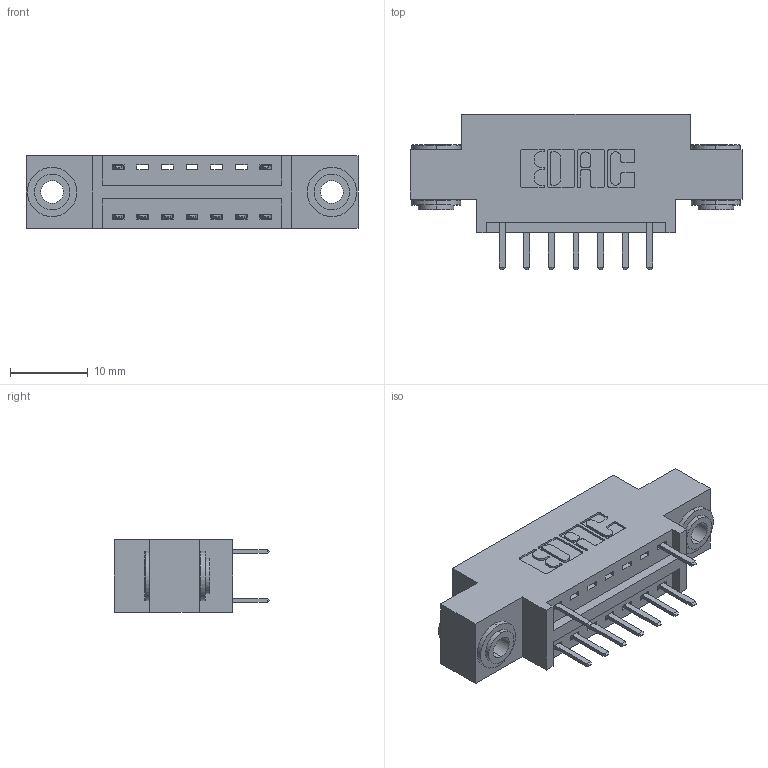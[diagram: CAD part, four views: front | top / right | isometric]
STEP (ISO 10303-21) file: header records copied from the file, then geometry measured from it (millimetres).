
FILE_DESCRIPTION (( 'STEP AP203' ), '1' );
FILE_NAME ('346-014-520-803.STEP', '2018-08-20T00:35:14', ( '' ), ( '' ), 'SwSTEP 2.0', 'SolidWorks 2016', '' );
FILE_SCHEMA (( 'CONFIG_CONTROL_DESIGN' ));
Length unit declared in the file: inch
Products named in the file (4): 345-292-001_345-293-120; 345-250-002_345-250-002-102; 346-014-520-803; 346 Part_0.170 Offset - 0.156 Dia-TH
Assembly tree (12 placements, depth 2):
  346-014-520-803
    346 Part_0.170 Offset - 0.156 Dia-TH
    345-292-001_345-293-120  x9
    345-250-002_345-250-002-102  x2
Bounding box: 42.8 x 20.02 x 9.4 mm (x, y, z)
Volume: 3717.4 mm3; surface area: 4684.8 mm2
Topology: 12 solids, 12 shells, 698 faces, 1989 edges, 1298 vertices
Faces by surface type: plane 448, cylinder 242, cone 8
Entity records: 10016 total; most frequent: CARTESIAN_POINT 1710, ORIENTED_EDGE 1630, DIRECTION 1571, EDGE_CURVE 815, VECTOR 627, LINE 627, VERTEX_POINT 538, AXIS2_PLACEMENT_3D 472
